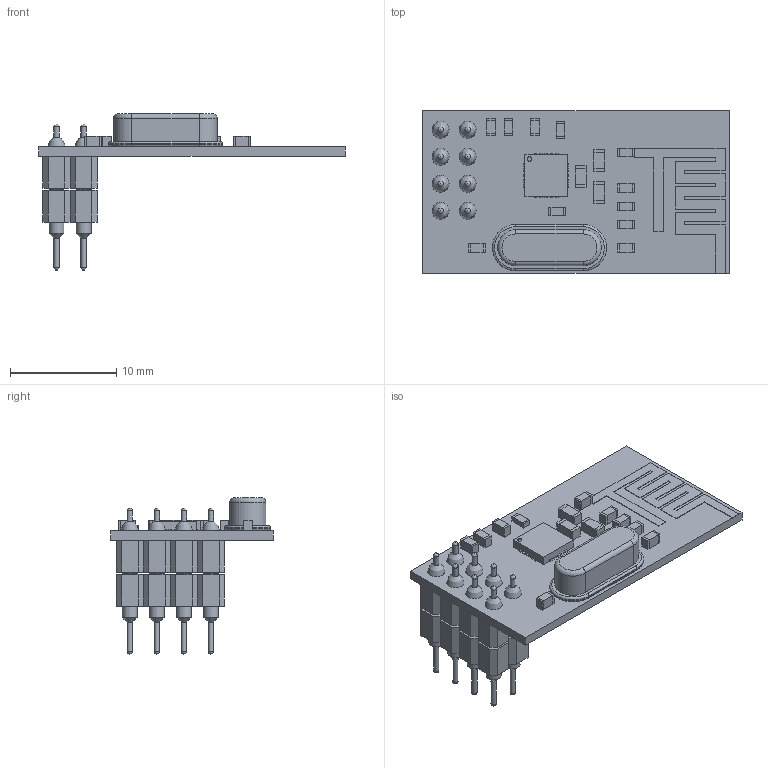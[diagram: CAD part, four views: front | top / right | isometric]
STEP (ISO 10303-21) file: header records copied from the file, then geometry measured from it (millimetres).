
FILE_DESCRIPTION(/* description */ (''),/* implementation_level */ '2;1');
FILE_NAME(/* name */ 'NRF24L01.step',/* time_stamp */ '2022-03-09T20:00:49+02:00',/* author */ (''),/* organization */ (''),/* preprocessor_version */ 'ST-DEVELOPER v18.1',/* originating_system */ 'Autodesk Translation Framework v10.13.0.1454',/* authorisation */ '');
FILE_SCHEMA (('AUTOMOTIVE_DESIGN { 1 0 10303 214 3 1 1 }'));
Length unit declared in the file: millimetre
Products named in the file (23): (Unsaved); Body001; Body_001; 1x4 Male Header 2_001; 1x4 Male Header 2_002; 1x4 Female Header_001; 1x4 Female Header_002; 0603 Resistor_001; 0603 Capacitor_001; 0603 Resistor_002; 0603 Capacitor_002; 0603 Capacitor_003; 0603 Capacitor_004; 0603 Capacitor_005; 0603 Capacitor_006; 0603 Capacitor_007; 0603 Capacitor_008; 0603 Capacitor_009; White SM Capacitor_001; White SM Capacitor_002; White SM Capacitor_003; Crystal 16MHz_001; NRF Chip_001
Assembly tree (22 placements, depth 2):
  (Unsaved)
    Body001
    Body_001
    1x4 Male Header 2_001
    1x4 Male Header 2_002
    1x4 Female Header_001
    1x4 Female Header_002
    0603 Resistor_001
    0603 Capacitor_001
    0603 Resistor_002
    0603 Capacitor_002
    0603 Capacitor_003
    0603 Capacitor_004
    0603 Capacitor_005
    0603 Capacitor_006
    0603 Capacitor_007
    0603 Capacitor_008
    0603 Capacitor_009
    White SM Capacitor_001
    White SM Capacitor_002
    White SM Capacitor_003
    Crystal 16MHz_001
    NRF Chip_001
Bounding box: 28.8 x 15.3 x 14.68 mm (x, y, z)
Volume: 840.1 mm3; surface area: 2729.9 mm2
Topology: 96 solids, 96 shells, 713 faces, 1537 edges, 994 vertices
Faces by surface type: plane 552, cylinder 91, cone 32, sphere 24, bspline 8, torus 6
Full cylindrical faces by diameter (mm): 0.4 x1, 0.5 x40, 0.9 x8, 1.4 x32
Entity records: 19975 total; most frequent: CARTESIAN_POINT 3465, DIRECTION 3241, ORIENTED_EDGE 3010, EDGE_CURVE 1505, LINE 1269, VECTOR 1269, VERTEX_POINT 994, AXIS2_PLACEMENT_3D 986
